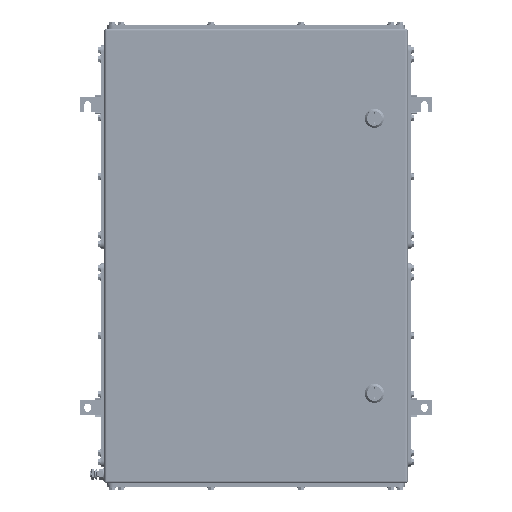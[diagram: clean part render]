
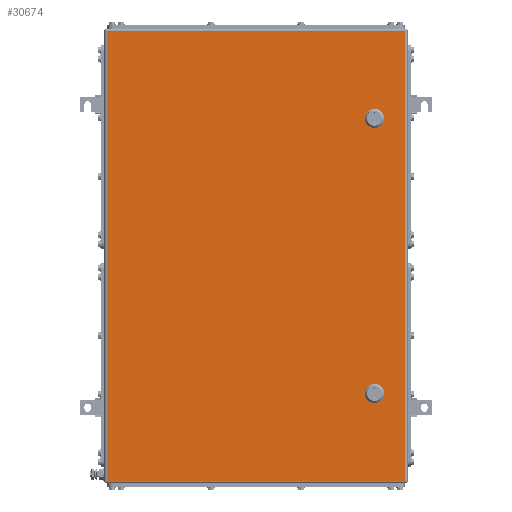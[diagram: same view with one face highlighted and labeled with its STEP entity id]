
A CAD part, top view. The second image highlights one B-rep face of the part: STEP entity #30674.
In plain terms, the highlighted planar face has unit normal (0, 0, 1).
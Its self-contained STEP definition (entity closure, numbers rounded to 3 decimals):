
#30488=AXIS2_PLACEMENT_3D('Circle Axis2P3D',#30486,#30487,$) ;
#30515=AXIS2_PLACEMENT_3D('Plane Axis2P3D',#30512,#30513,#30514) ;
#30560=AXIS2_PLACEMENT_3D('Circle Axis2P3D',#30558,#30559,$) ;
#30574=AXIS2_PLACEMENT_3D('Circle Axis2P3D',#30572,#30573,$) ;
#30588=AXIS2_PLACEMENT_3D('Circle Axis2P3D',#30586,#30587,$) ;
#30610=AXIS2_PLACEMENT_3D('Circle Axis2P3D',#30608,#30609,$) ;
#30626=AXIS2_PLACEMENT_3D('Circle Axis2P3D',#30624,#30625,$) ;
#30640=AXIS2_PLACEMENT_3D('Circle Axis2P3D',#30638,#30639,$) ;
#30654=AXIS2_PLACEMENT_3D('Circle Axis2P3D',#30652,#30653,$) ;
#30483=CARTESIAN_POINT('Vertex',(498.056,612.45,203.5)) ;
#30486=CARTESIAN_POINT('Axis2P3D Location',(493.,622.5,203.5)) ;
#30490=CARTESIAN_POINT('Vertex',(503.05,617.444,203.5)) ;
#30512=CARTESIAN_POINT('Axis2P3D Location',(294.5,392.,203.5)) ;
#30517=CARTESIAN_POINT('Line Origine',(294.5,769.5,203.5)) ;
#30521=CARTESIAN_POINT('Vertex',(545.,769.5,203.5)) ;
#30523=CARTESIAN_POINT('Vertex',(44.,769.5,203.5)) ;
#30526=CARTESIAN_POINT('Line Origine',(44.,392.,203.5)) ;
#30530=CARTESIAN_POINT('Vertex',(44.,14.5,203.5)) ;
#30533=CARTESIAN_POINT('Line Origine',(294.5,14.5,203.5)) ;
#30537=CARTESIAN_POINT('Vertex',(545.,14.5,203.5)) ;
#30540=CARTESIAN_POINT('Line Origine',(545.,392.,203.5)) ;
#30551=CARTESIAN_POINT('Line Origine',(493.,612.45,203.5)) ;
#30555=CARTESIAN_POINT('Vertex',(487.944,612.45,203.5)) ;
#30558=CARTESIAN_POINT('Axis2P3D Location',(493.,622.5,203.5)) ;
#30562=CARTESIAN_POINT('Vertex',(482.95,617.444,203.5)) ;
#30565=CARTESIAN_POINT('Line Origine',(482.95,622.5,203.5)) ;
#30569=CARTESIAN_POINT('Vertex',(482.95,627.556,203.5)) ;
#30572=CARTESIAN_POINT('Axis2P3D Location',(493.,622.5,203.5)) ;
#30576=CARTESIAN_POINT('Vertex',(487.944,632.55,203.5)) ;
#30579=CARTESIAN_POINT('Line Origine',(493.,632.55,203.5)) ;
#30583=CARTESIAN_POINT('Vertex',(498.056,632.55,203.5)) ;
#30586=CARTESIAN_POINT('Axis2P3D Location',(493.,622.5,203.5)) ;
#30590=CARTESIAN_POINT('Vertex',(503.05,627.556,203.5)) ;
#30593=CARTESIAN_POINT('Line Origine',(503.05,622.5,203.5)) ;
#30608=CARTESIAN_POINT('Axis2P3D Location',(493.,161.5,203.5)) ;
#30612=CARTESIAN_POINT('Vertex',(498.056,151.45,203.5)) ;
#30614=CARTESIAN_POINT('Vertex',(503.05,156.444,203.5)) ;
#30617=CARTESIAN_POINT('Line Origine',(493.,151.45,203.5)) ;
#30621=CARTESIAN_POINT('Vertex',(487.944,151.45,203.5)) ;
#30624=CARTESIAN_POINT('Axis2P3D Location',(493.,161.5,203.5)) ;
#30628=CARTESIAN_POINT('Vertex',(482.95,156.444,203.5)) ;
#30631=CARTESIAN_POINT('Line Origine',(482.95,161.5,203.5)) ;
#30635=CARTESIAN_POINT('Vertex',(482.95,166.556,203.5)) ;
#30638=CARTESIAN_POINT('Axis2P3D Location',(493.,161.5,203.5)) ;
#30642=CARTESIAN_POINT('Vertex',(487.944,171.55,203.5)) ;
#30645=CARTESIAN_POINT('Line Origine',(493.,171.55,203.5)) ;
#30649=CARTESIAN_POINT('Vertex',(498.056,171.55,203.5)) ;
#30652=CARTESIAN_POINT('Axis2P3D Location',(493.,161.5,203.5)) ;
#30656=CARTESIAN_POINT('Vertex',(503.05,166.556,203.5)) ;
#30659=CARTESIAN_POINT('Line Origine',(503.05,161.5,203.5)) ;
#30487=DIRECTION('Axis2P3D Direction',(0.,0.,1.)) ;
#30513=DIRECTION('Axis2P3D Direction',(0.,0.,1.)) ;
#30514=DIRECTION('Axis2P3D XDirection',(1.,0.,0.)) ;
#30518=DIRECTION('Vector Direction',(1.,0.,0.)) ;
#30527=DIRECTION('Vector Direction',(0.,-1.,0.)) ;
#30534=DIRECTION('Vector Direction',(1.,0.,0.)) ;
#30541=DIRECTION('Vector Direction',(0.,1.,0.)) ;
#30552=DIRECTION('Vector Direction',(1.,0.,0.)) ;
#30559=DIRECTION('Axis2P3D Direction',(0.,0.,1.)) ;
#30566=DIRECTION('Vector Direction',(0.,1.,0.)) ;
#30573=DIRECTION('Axis2P3D Direction',(0.,0.,1.)) ;
#30580=DIRECTION('Vector Direction',(1.,0.,0.)) ;
#30587=DIRECTION('Axis2P3D Direction',(0.,0.,1.)) ;
#30594=DIRECTION('Vector Direction',(0.,-1.,0.)) ;
#30609=DIRECTION('Axis2P3D Direction',(0.,0.,1.)) ;
#30618=DIRECTION('Vector Direction',(1.,0.,0.)) ;
#30625=DIRECTION('Axis2P3D Direction',(0.,0.,1.)) ;
#30632=DIRECTION('Vector Direction',(0.,1.,0.)) ;
#30639=DIRECTION('Axis2P3D Direction',(0.,0.,1.)) ;
#30646=DIRECTION('Vector Direction',(1.,0.,0.)) ;
#30653=DIRECTION('Axis2P3D Direction',(0.,0.,1.)) ;
#30660=DIRECTION('Vector Direction',(0.,-1.,0.)) ;
#30519=VECTOR('Line Direction',#30518,1.) ;
#30528=VECTOR('Line Direction',#30527,1.) ;
#30535=VECTOR('Line Direction',#30534,1.) ;
#30542=VECTOR('Line Direction',#30541,1.) ;
#30553=VECTOR('Line Direction',#30552,1.) ;
#30567=VECTOR('Line Direction',#30566,1.) ;
#30581=VECTOR('Line Direction',#30580,1.) ;
#30595=VECTOR('Line Direction',#30594,1.) ;
#30619=VECTOR('Line Direction',#30618,1.) ;
#30633=VECTOR('Line Direction',#30632,1.) ;
#30647=VECTOR('Line Direction',#30646,1.) ;
#30661=VECTOR('Line Direction',#30660,1.) ;
#30546=ORIENTED_EDGE('',*,*,#30525,.T.) ;
#30547=ORIENTED_EDGE('',*,*,#30532,.T.) ;
#30548=ORIENTED_EDGE('',*,*,#30539,.T.) ;
#30549=ORIENTED_EDGE('',*,*,#30544,.T.) ;
#30599=ORIENTED_EDGE('',*,*,#30557,.F.) ;
#30600=ORIENTED_EDGE('',*,*,#30564,.F.) ;
#30601=ORIENTED_EDGE('',*,*,#30571,.T.) ;
#30602=ORIENTED_EDGE('',*,*,#30578,.F.) ;
#30603=ORIENTED_EDGE('',*,*,#30585,.T.) ;
#30604=ORIENTED_EDGE('',*,*,#30592,.F.) ;
#30605=ORIENTED_EDGE('',*,*,#30597,.T.) ;
#30606=ORIENTED_EDGE('',*,*,#30492,.F.) ;
#30665=ORIENTED_EDGE('',*,*,#30616,.F.) ;
#30666=ORIENTED_EDGE('',*,*,#30623,.F.) ;
#30667=ORIENTED_EDGE('',*,*,#30630,.F.) ;
#30668=ORIENTED_EDGE('',*,*,#30637,.T.) ;
#30669=ORIENTED_EDGE('',*,*,#30644,.F.) ;
#30670=ORIENTED_EDGE('',*,*,#30651,.T.) ;
#30671=ORIENTED_EDGE('',*,*,#30658,.F.) ;
#30672=ORIENTED_EDGE('',*,*,#30663,.T.) ;
#30607=FACE_BOUND('',#30598,.T.) ;
#30673=FACE_BOUND('',#30664,.T.) ;
#30674=ADVANCED_FACE('ZUB_KTB_QL_765020_4GP_AllCATPart_AllCATPart.2\\ZUB_KTB_QL_765020_4GP_AllCATPart.2\\ZUB_DE_KTB_QL.1\\DE_KTB_MH_PART_MASTER.1\\Koerper.2',(#30550,#30607,#30673),#30516,.T.) ;
#30489=CIRCLE('generated circle',#30488,11.25) ;
#30561=CIRCLE('generated circle',#30560,11.25) ;
#30575=CIRCLE('generated circle',#30574,11.25) ;
#30589=CIRCLE('generated circle',#30588,11.25) ;
#30611=CIRCLE('generated circle',#30610,11.25) ;
#30627=CIRCLE('generated circle',#30626,11.25) ;
#30641=CIRCLE('generated circle',#30640,11.25) ;
#30655=CIRCLE('generated circle',#30654,11.25) ;
#30492=EDGE_CURVE('',#30484,#30491,#30489,.T.) ;
#30525=EDGE_CURVE('',#30522,#30524,#30520,.F.) ;
#30532=EDGE_CURVE('',#30524,#30531,#30529,.T.) ;
#30539=EDGE_CURVE('',#30531,#30538,#30536,.T.) ;
#30544=EDGE_CURVE('',#30538,#30522,#30543,.T.) ;
#30557=EDGE_CURVE('',#30556,#30484,#30554,.T.) ;
#30564=EDGE_CURVE('',#30563,#30556,#30561,.T.) ;
#30571=EDGE_CURVE('',#30563,#30570,#30568,.T.) ;
#30578=EDGE_CURVE('',#30577,#30570,#30575,.T.) ;
#30585=EDGE_CURVE('',#30577,#30584,#30582,.T.) ;
#30592=EDGE_CURVE('',#30591,#30584,#30589,.T.) ;
#30597=EDGE_CURVE('',#30591,#30491,#30596,.T.) ;
#30616=EDGE_CURVE('',#30613,#30615,#30611,.T.) ;
#30623=EDGE_CURVE('',#30622,#30613,#30620,.T.) ;
#30630=EDGE_CURVE('',#30629,#30622,#30627,.T.) ;
#30637=EDGE_CURVE('',#30629,#30636,#30634,.T.) ;
#30644=EDGE_CURVE('',#30643,#30636,#30641,.T.) ;
#30651=EDGE_CURVE('',#30643,#30650,#30648,.T.) ;
#30658=EDGE_CURVE('',#30657,#30650,#30655,.T.) ;
#30663=EDGE_CURVE('',#30657,#30615,#30662,.T.) ;
#30545=EDGE_LOOP('',(#30546,#30547,#30548,#30549)) ;
#30598=EDGE_LOOP('',(#30599,#30600,#30601,#30602,#30603,#30604,#30605,#30606)) ;
#30664=EDGE_LOOP('',(#30665,#30666,#30667,#30668,#30669,#30670,#30671,#30672)) ;
#30550=FACE_OUTER_BOUND('',#30545,.T.) ;
#30520=LINE('Line',#30517,#30519) ;
#30529=LINE('Line',#30526,#30528) ;
#30536=LINE('Line',#30533,#30535) ;
#30543=LINE('Line',#30540,#30542) ;
#30554=LINE('Line',#30551,#30553) ;
#30568=LINE('Line',#30565,#30567) ;
#30582=LINE('Line',#30579,#30581) ;
#30596=LINE('Line',#30593,#30595) ;
#30620=LINE('Line',#30617,#30619) ;
#30634=LINE('Line',#30631,#30633) ;
#30648=LINE('Line',#30645,#30647) ;
#30662=LINE('Line',#30659,#30661) ;
#30516=PLANE('',#30515) ;
#30484=VERTEX_POINT('',#30483) ;
#30491=VERTEX_POINT('',#30490) ;
#30522=VERTEX_POINT('',#30521) ;
#30524=VERTEX_POINT('',#30523) ;
#30531=VERTEX_POINT('',#30530) ;
#30538=VERTEX_POINT('',#30537) ;
#30556=VERTEX_POINT('',#30555) ;
#30563=VERTEX_POINT('',#30562) ;
#30570=VERTEX_POINT('',#30569) ;
#30577=VERTEX_POINT('',#30576) ;
#30584=VERTEX_POINT('',#30583) ;
#30591=VERTEX_POINT('',#30590) ;
#30613=VERTEX_POINT('',#30612) ;
#30615=VERTEX_POINT('',#30614) ;
#30622=VERTEX_POINT('',#30621) ;
#30629=VERTEX_POINT('',#30628) ;
#30636=VERTEX_POINT('',#30635) ;
#30643=VERTEX_POINT('',#30642) ;
#30650=VERTEX_POINT('',#30649) ;
#30657=VERTEX_POINT('',#30656) ;
